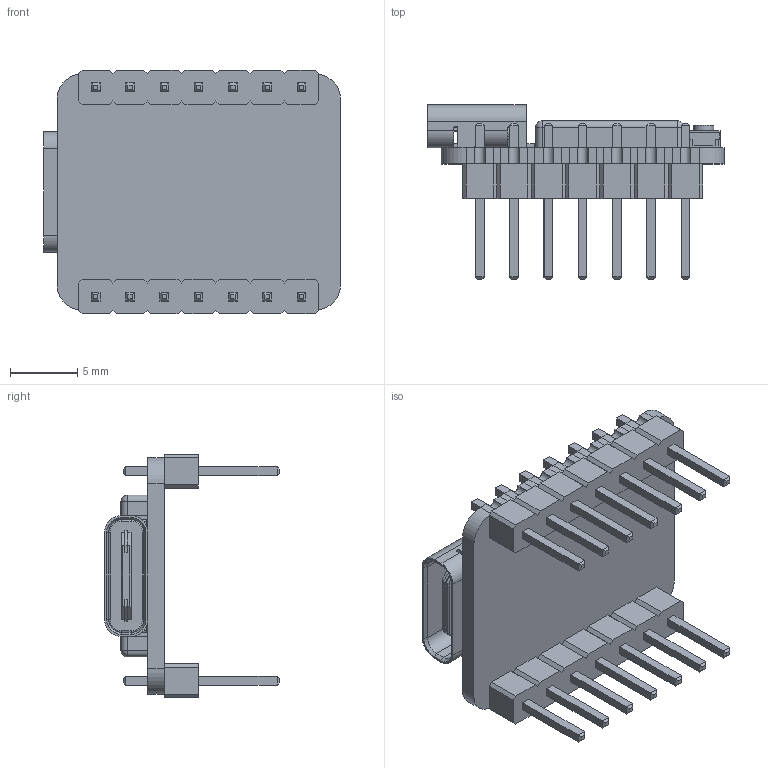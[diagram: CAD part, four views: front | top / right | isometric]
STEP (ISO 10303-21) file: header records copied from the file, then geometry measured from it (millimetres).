
FILE_DESCRIPTION(/* description */ (''),/* implementation_level */ '2;1');
FILE_NAME(/* name */ 'xiaoRP2040_with_pins.stp',/* time_stamp */ '2023-09-01T14:37:24-04:00',/* author */ ('madis'),/* organization */ (''),/* preprocessor_version */ 'ST-DEVELOPER v19.2',/* originating_system */ 'Autodesk Inventor 2024',/* authorisation */ '');
FILE_SCHEMA (('AUTOMOTIVE_DESIGN { 1 0 10303 214 3 1 1 }'));
Products named in the file (15): Assembly1; Seeed Studio XIAO RP2040 v26; main; type-c v2; smd_button v3; SK6805-2.4x2.7 v1; Shell; DOUT; DIN; VSS; VDD; smd_button v3(Mirror); Part18; Part20; PinHeader_1x07_P254mm_Vertical
Assembly tree (15 placements, depth 5):
  Assembly1
    Seeed Studio XIAO RP2040 v26
      main
        type-c v2
        smd_button v3
        SK6805-2.4x2.7 v1
          Shell
          DOUT
          DIN
          VSS
          VDD
        smd_button v3(Mirror)
        Part18
      Part20
    PinHeader_1x07_P254mm_Vertical  x2
Bounding box: 22 x 12.95 x 18.07 mm (x, y, z)
Volume: 1102 mm3; surface area: 2772.2 mm2
Topology: 85 solids, 85 shells, 1581 faces, 3948 edges, 2556 vertices
Faces by surface type: plane 1183, bspline 195, cylinder 175, torus 12, sphere 10, cone 6
Full cylindrical faces by diameter (mm): 0.4 x1, 0.5 x2, 0.8 x14, 1.5 x2, 2 x1
Entity records: 43154 total; most frequent: CARTESIAN_POINT 9886, ORIENTED_EDGE 7056, DIRECTION 5998, EDGE_CURVE 3528, LINE 2768, VECTOR 2768, VERTEX_POINT 2300, AXIS2_PLACEMENT_3D 1615
